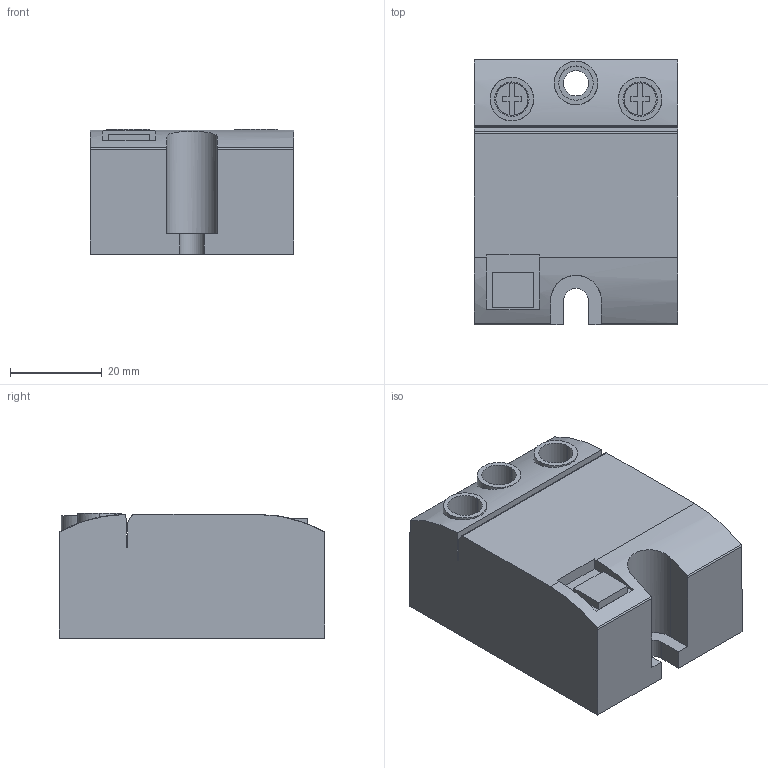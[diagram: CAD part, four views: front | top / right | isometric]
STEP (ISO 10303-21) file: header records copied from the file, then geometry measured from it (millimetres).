
FILE_DESCRIPTION (( 'STEP AP203' ), '1' );
FILE_NAME ('GQ-25-60-A-1-4.step', '2024-04-04T11:50:47', ( '' ), ( '' ), 'SwSTEP 2.0', 'SolidWorks 2023', '' );
FILE_SCHEMA (( 'CONFIG_CONTROL_DESIGN' ));
Length unit declared in the file: inch
Products named in the file (1): GQ-25-60-A-1-4
Bounding box: 44.5 x 58 x 27.5 mm (x, y, z)
Volume: 62280.2 mm3; surface area: 13309.8 mm2
Topology: 1 solids, 1 shells, 120 faces, 315 edges, 210 vertices
Faces by surface type: plane 85, cylinder 35
Entity records: 4015 total; most frequent: CARTESIAN_POINT 898, ORIENTED_EDGE 630, DIRECTION 625, EDGE_CURVE 315, VECTOR 233, LINE 233, VERTEX_POINT 210, AXIS2_PLACEMENT_3D 196
